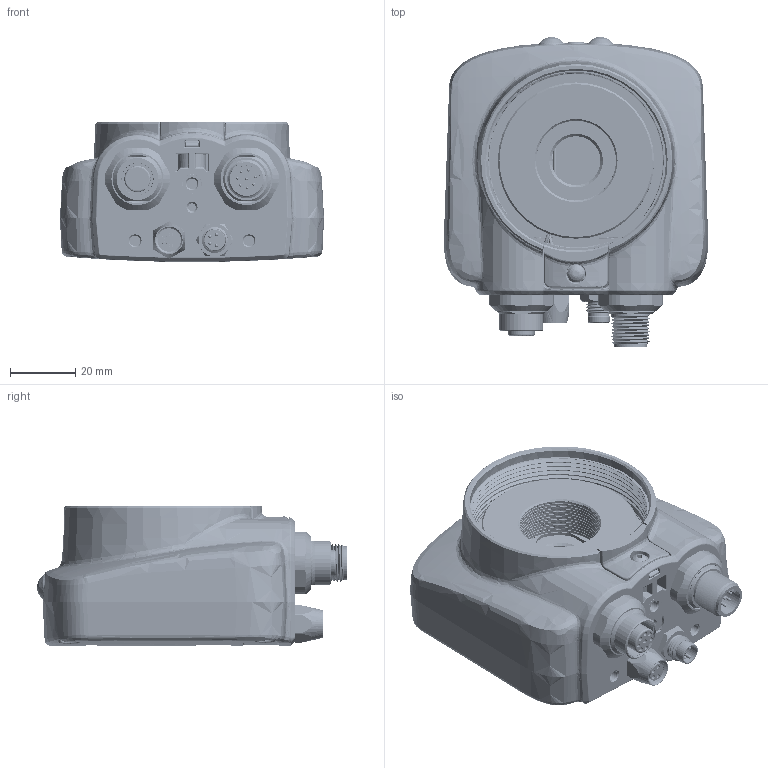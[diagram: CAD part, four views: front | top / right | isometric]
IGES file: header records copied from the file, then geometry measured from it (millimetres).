
Start section:  PTC IGES file: 159084.igs
Global section: file name: 159084.igs; native system: Pro/ENGINEER by Parametric Technology Corporation; preprocessor: 2009141; author: banengservice; organization: Unknown; date: 20120416.152536; units: inch
Bounding box: 81.17 x 95.25 x 43 mm (x, y, z)
Volume: 74437.8 mm3; surface area: 62129.1 mm2
Topology: 4 solids, 5 shells, 3354 faces, 8398 edges, 5131 vertices
Faces by surface type: revolution 1714, bspline 1612, extrusion 28
